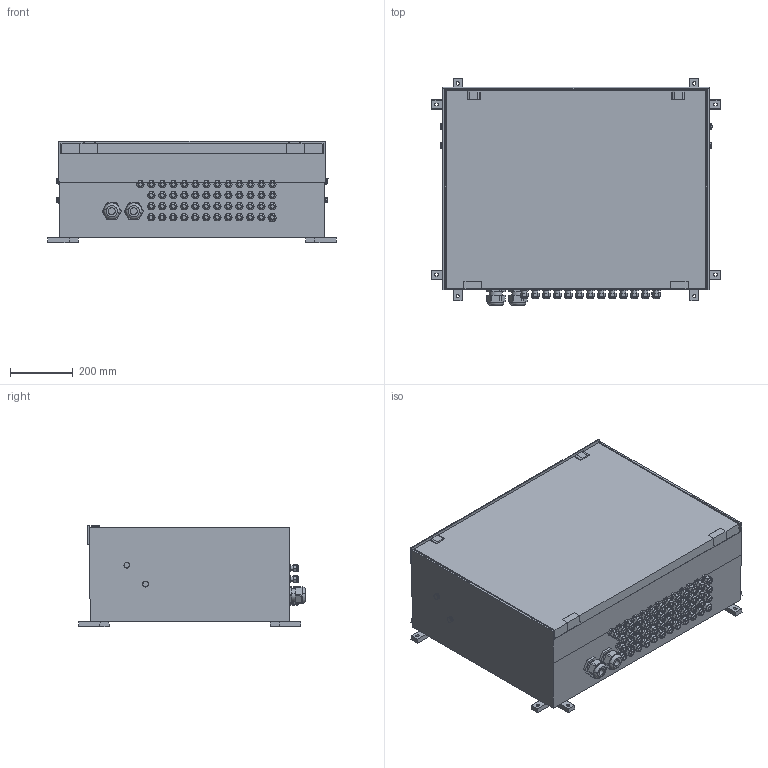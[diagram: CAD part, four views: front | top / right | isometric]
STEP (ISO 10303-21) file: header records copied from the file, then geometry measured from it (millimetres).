
FILE_DESCRIPTION(('CATIA V5 STEP Exchange','CAx-IF Rec.Pracs.--- Model Styling and Organization---1.4--- 2014-01-23'),'2;1');
FILE_NAME ('D1582152_0_8000078884_S3D_PV_224S0F3CXXV0O0TXPX15LWW.stp','2023-07-21T06:37:27+00:00',('none'),('Weidmueller'),'CATIA Version 5-6 Release 2016 SP3 HF44','CATIA V5 STEP AP214','none');
FILE_SCHEMA(('AUTOMOTIVE_DESIGN { 1 0 10303 214 1 1 1 1 }'));
Products named in the file (1): S3D_PV_224S0F3CXXV0O0TXPX15LWW
Bounding box: 917.19 x 721.57 x 321.09 mm (x, y, z)
Volume: 161615684.7 mm3; surface area: 2448577 mm2
Topology: 61 solids, 61 shells, 2575 faces, 6966 edges, 4626 vertices
Faces by surface type: plane 1350, cylinder 735, extrusion 308, torus 122, cone 52, bspline 8
Entity records: 90042 total; most frequent: CARTESIAN_POINT 29225, ORIENTED_EDGE 13932, DIRECTION 8368, EDGE_CURVE 6966, VERTEX_POINT 4626, VECTOR 3741, LINE 3433, AXIS2_PLACEMENT_3D 3053
